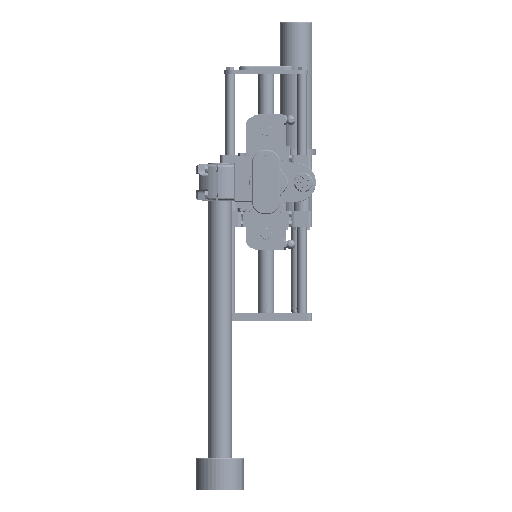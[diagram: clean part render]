
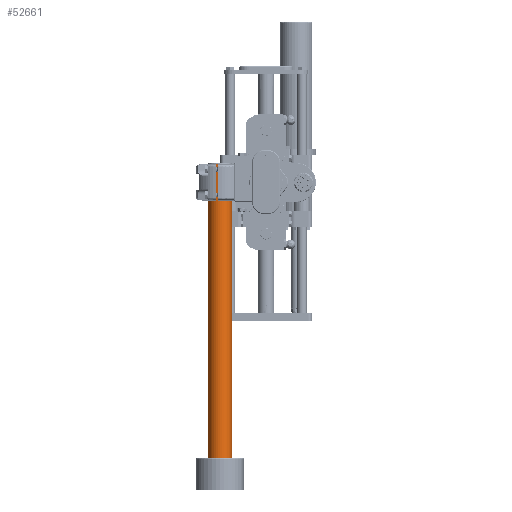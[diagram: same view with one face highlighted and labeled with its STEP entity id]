
A CAD part, top view. The second image highlights one B-rep face of the part: STEP entity #52661.
In plain terms, the highlighted cylindrical face has radius 15 mm (diameter 30 mm), a full revolution.
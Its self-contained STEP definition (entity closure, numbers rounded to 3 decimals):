
#2404 = CARTESIAN_POINT ( 'NONE',  ( -96.259, 0., 0. ) ) ;
#5030 = EDGE_LOOP ( 'NONE', ( #28499 ) ) ;
#9818 = CARTESIAN_POINT ( 'NONE',  ( -400., 0., 0. ) ) ;
#11188 = FACE_OUTER_BOUND ( 'NONE', #5030, .T. ) ;
#18015 = DIRECTION ( 'NONE',  ( -1., 0., 0. ) ) ;
#20498 = CYLINDRICAL_SURFACE ( 'NONE', #24440, 15. ) ;
#23621 = VERTEX_POINT ( 'NONE', #102047 ) ;
#24440 = AXIS2_PLACEMENT_3D ( 'NONE', #2404, #74341, #109427 ) ;
#24944 = EDGE_CURVE ( 'NONE', #67392, #67392, #68025, .T. ) ;
#28499 = ORIENTED_EDGE ( 'NONE', *, *, #61786, .F. ) ;
#31046 = ORIENTED_EDGE ( 'NONE', *, *, #24944, .T. ) ;
#35623 = DIRECTION ( 'NONE',  ( 0., 0., 1. ) ) ;
#42570 = AXIS2_PLACEMENT_3D ( 'NONE', #9818, #18015, #35623 ) ;
#46949 = DIRECTION ( 'NONE',  ( 0., 0., 1. ) ) ;
#52661 = ADVANCED_FACE ( 'NONE', ( #83146, #11188 ), #20498, .T. ) ;
#58642 = CARTESIAN_POINT ( 'NONE',  ( -1., 0., 15. ) ) ;
#61786 = EDGE_CURVE ( 'NONE', #23621, #23621, #94877, .T. ) ;
#67392 = VERTEX_POINT ( 'NONE', #58642 ) ;
#68025 = CIRCLE ( 'NONE', #83008, 15. ) ;
#74341 = DIRECTION ( 'NONE',  ( -1., 0., 0. ) ) ;
#83008 = AXIS2_PLACEMENT_3D ( 'NONE', #109470, #91409, #46949 ) ;
#83146 = FACE_OUTER_BOUND ( 'NONE', #96791, .T. ) ;
#91409 = DIRECTION ( 'NONE',  ( -1., 0., 0. ) ) ;
#94877 = CIRCLE ( 'NONE', #42570, 15. ) ;
#96791 = EDGE_LOOP ( 'NONE', ( #31046 ) ) ;
#102047 = CARTESIAN_POINT ( 'NONE',  ( -400., 0., 15. ) ) ;
#109427 = DIRECTION ( 'NONE',  ( 0., 0., 1. ) ) ;
#109470 = CARTESIAN_POINT ( 'NONE',  ( -1., 0., 0. ) ) ;
